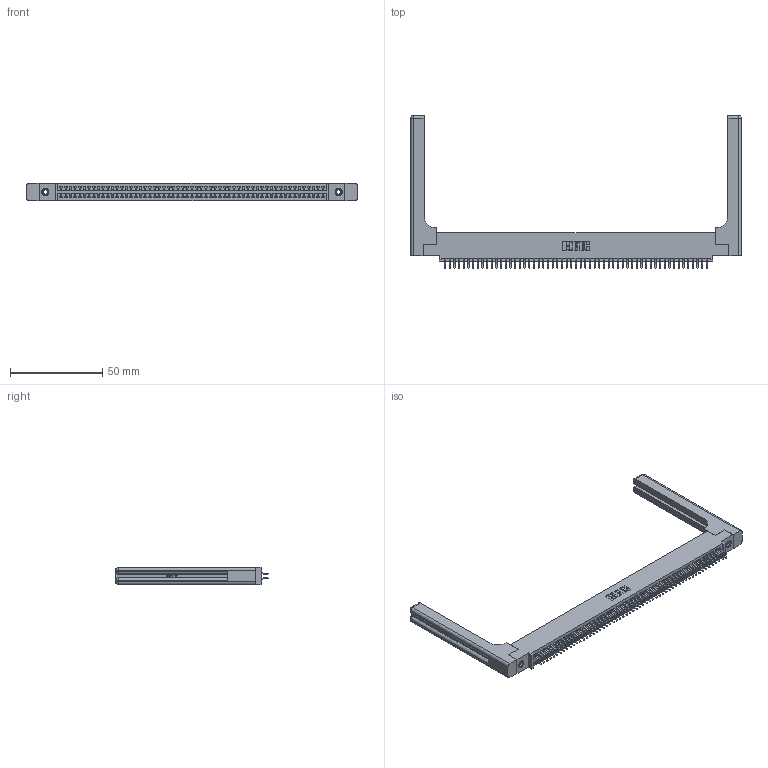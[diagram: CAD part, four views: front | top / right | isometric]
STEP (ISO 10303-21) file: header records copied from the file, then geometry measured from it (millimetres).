
FILE_DESCRIPTION (( 'STEP AP203' ), '1' );
FILE_NAME ('395-114-556-558.STEP', '2019-10-27T19:04:01', ( '' ), ( '' ), 'SwSTEP 2.0', 'SolidWorks 2016', '' );
FILE_SCHEMA (( 'CONFIG_CONTROL_DESIGN' ));
Length unit declared in the file: inch
Products named in the file (5): 345-220-058_345-220-058; 395-114-556-558; 345 Part_0.110 Offset - 0.156 Dia-TH; 345-292-001_556 Tail; 345-250-001_345-250-001-102
Assembly tree (119 placements, depth 2):
  395-114-556-558
    345 Part_0.110 Offset - 0.156 Dia-TH
    345-292-001_556 Tail  x114
    345-250-001_345-250-001-102  x2
    345-220-058_345-220-058  x2
Bounding box: 179.81 x 82.99 x 9.4 mm (x, y, z)
Volume: 26003.1 mm3; surface area: 31251.7 mm2
Topology: 119 solids, 119 shells, 6770 faces, 20057 edges, 13198 vertices
Faces by surface type: plane 4450, cylinder 2260, bspline 36, cone 12, sphere 8, torus 4
Entity records: 48238 total; most frequent: CARTESIAN_POINT 9081, ORIENTED_EDGE 7800, DIRECTION 6908, EDGE_CURVE 3900, LINE 3440, VECTOR 3440, VERTEX_POINT 2590, AXIS2_PLACEMENT_3D 1734
